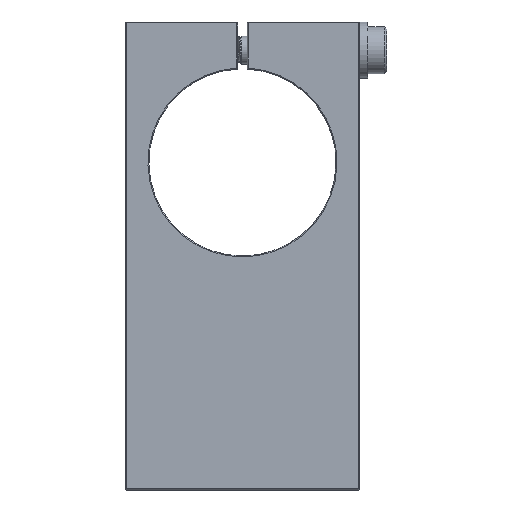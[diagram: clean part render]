
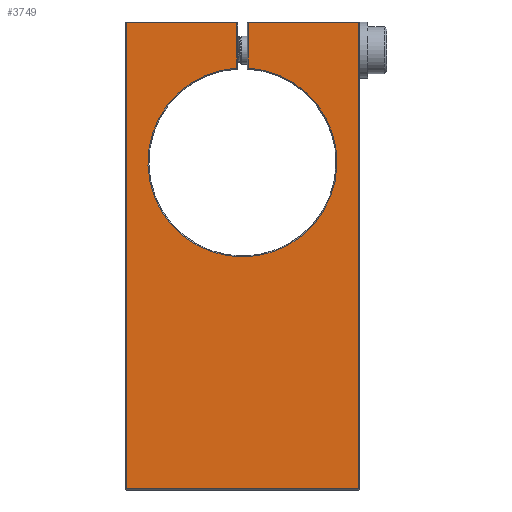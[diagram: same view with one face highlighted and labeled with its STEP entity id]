
A CAD part, top view. The second image highlights one B-rep face of the part: STEP entity #3749.
In plain terms, the highlighted planar face has unit normal (0, 0, 1).
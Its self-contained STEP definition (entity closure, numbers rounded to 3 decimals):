
#134=PLANE('',#4025);
#304=FACE_OUTER_BOUND('',#525,.T.);
#525=EDGE_LOOP('',(#2877,#2878,#2879,#2880,#2881,#2882,#2883,#2884));
#625=CIRCLE('',#4013,20.2);
#1063=LINE('',#8435,#1293);
#1065=LINE('',#8438,#1295);
#1071=LINE('',#8447,#1301);
#1076=LINE('',#8457,#1306);
#1077=LINE('',#8463,#1307);
#1081=LINE('',#8479,#1311);
#1083=LINE('',#8482,#1313);
#1293=VECTOR('',#4545,10.);
#1295=VECTOR('',#4549,10.);
#1301=VECTOR('',#4561,10.);
#1306=VECTOR('',#4572,10.);
#1307=VECTOR('',#4575,10.);
#1311=VECTOR('',#4591,10.);
#1313=VECTOR('',#4595,10.);
#1587=VERTEX_POINT('',#8320);
#1592=VERTEX_POINT('',#8336);
#1599=VERTEX_POINT('',#8358);
#1604=VERTEX_POINT('',#8375);
#1608=VERTEX_POINT('',#8386);
#1614=VERTEX_POINT('',#8400);
#1623=VERTEX_POINT('',#8456);
#1625=VERTEX_POINT('',#8472);
#2097=EDGE_CURVE('',#1608,#1614,#1063,.T.);
#2099=EDGE_CURVE('',#1614,#1604,#1065,.T.);
#2105=EDGE_CURVE('',#1599,#1608,#1071,.T.);
#2110=EDGE_CURVE('',#1604,#1623,#1076,.T.);
#2112=EDGE_CURVE('',#1592,#1599,#1077,.T.);
#2117=EDGE_CURVE('',#1623,#1625,#625,.T.);
#2119=EDGE_CURVE('',#1587,#1592,#1081,.T.);
#2121=EDGE_CURVE('',#1625,#1587,#1083,.T.);
#2877=ORIENTED_EDGE('',*,*,#2117,.F.);
#2878=ORIENTED_EDGE('',*,*,#2110,.F.);
#2879=ORIENTED_EDGE('',*,*,#2099,.F.);
#2880=ORIENTED_EDGE('',*,*,#2097,.F.);
#2881=ORIENTED_EDGE('',*,*,#2105,.F.);
#2882=ORIENTED_EDGE('',*,*,#2112,.F.);
#2883=ORIENTED_EDGE('',*,*,#2119,.F.);
#2884=ORIENTED_EDGE('',*,*,#2121,.F.);
#3749=ADVANCED_FACE('',(#304),#134,.T.);
#4013=AXIS2_PLACEMENT_3D('',#8473,#4587,#4588);
#4025=AXIS2_PLACEMENT_3D('',#8717,#4617,#4618);
#4545=DIRECTION('',(0.,1.,0.));
#4549=DIRECTION('',(1.,0.,0.));
#4561=DIRECTION('',(-1.,0.,0.));
#4572=DIRECTION('',(0.,-1.,0.));
#4575=DIRECTION('',(0.,-1.,0.));
#4587=DIRECTION('center_axis',(0.,0.,1.));
#4588=DIRECTION('ref_axis',(1.,0.,0.));
#4591=DIRECTION('',(1.,0.,0.));
#4595=DIRECTION('',(0.,1.,0.));
#4617=DIRECTION('center_axis',(0.,0.,1.));
#4618=DIRECTION('ref_axis',(1.,0.,0.));
#8320=CARTESIAN_POINT('',(26.2,99.8,15.));
#8336=CARTESIAN_POINT('',(49.8,99.8,15.));
#8358=CARTESIAN_POINT('',(49.8,0.2,15.));
#8375=CARTESIAN_POINT('',(23.8,99.8,15.));
#8386=CARTESIAN_POINT('',(0.2,0.2,15.));
#8400=CARTESIAN_POINT('',(0.2,99.8,15.));
#8435=CARTESIAN_POINT('',(0.2,75.,15.));
#8438=CARTESIAN_POINT('',(37.5,99.8,15.));
#8447=CARTESIAN_POINT('',(12.5,0.2,15.));
#8456=CARTESIAN_POINT('',(23.8,90.164,15.));
#8457=CARTESIAN_POINT('',(23.8,65.,15.));
#8463=CARTESIAN_POINT('',(49.8,25.,15.));
#8472=CARTESIAN_POINT('',(26.2,90.164,15.));
#8473=CARTESIAN_POINT('Origin',(25.,70.,15.));
#8479=CARTESIAN_POINT('',(37.5,99.8,15.));
#8482=CARTESIAN_POINT('',(26.2,85.,15.));
#8717=CARTESIAN_POINT('Origin',(25.,50.,15.));
